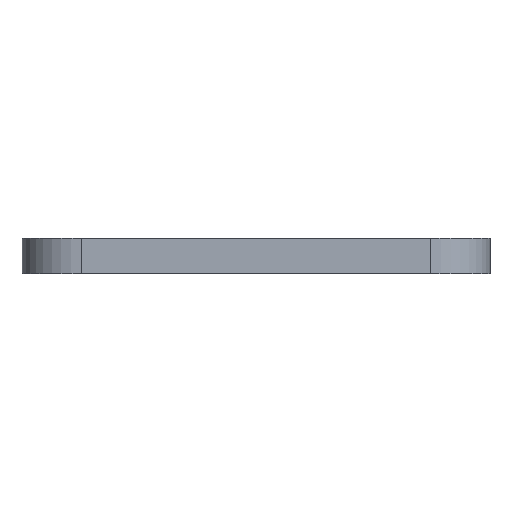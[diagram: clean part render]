
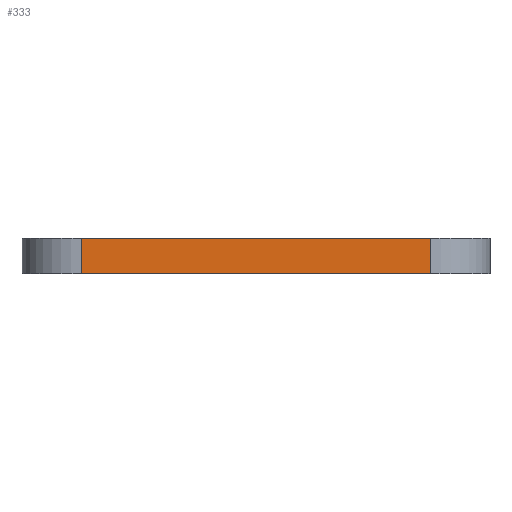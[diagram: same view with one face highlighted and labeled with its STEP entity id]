
A CAD part, left-side view. The second image highlights one B-rep face of the part: STEP entity #333.
In plain terms, the highlighted planar face has unit normal (-1, 0, 0).
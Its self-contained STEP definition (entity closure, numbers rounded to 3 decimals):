
#14 = DIRECTION ( 'NONE',  ( 0., 0., -1. ) ) ;
#37 = VECTOR ( 'NONE', #79, 1000. ) ;
#52 = ORIENTED_EDGE ( 'NONE', *, *, #547, .T. ) ;
#59 = EDGE_CURVE ( 'NONE', #857, #194, #310, .T. ) ;
#79 = DIRECTION ( 'NONE',  ( 0., 0., -1. ) ) ;
#112 = ORIENTED_EDGE ( 'NONE', *, *, #154, .T. ) ;
#118 = CARTESIAN_POINT ( 'NONE',  ( -33.5, -14.75, 1.5 ) ) ;
#154 = EDGE_CURVE ( 'NONE', #857, #565, #226, .T. ) ;
#180 = DIRECTION ( 'NONE',  ( 0., -1., 0. ) ) ;
#194 = VERTEX_POINT ( 'NONE', #409 ) ;
#226 = LINE ( 'NONE', #340, #37 ) ;
#287 = ORIENTED_EDGE ( 'NONE', *, *, #59, .F. ) ;
#307 = VECTOR ( 'NONE', #589, 1000. ) ;
#310 = LINE ( 'NONE', #118, #801 ) ;
#333 = ADVANCED_FACE ( 'NONE', ( #577 ), #552, .F. ) ;
#340 = CARTESIAN_POINT ( 'NONE',  ( -33.5, 14.75, 1.5 ) ) ;
#360 = DIRECTION ( 'NONE',  ( 0., 0., -1. ) ) ;
#381 = ORIENTED_EDGE ( 'NONE', *, *, #680, .F. ) ;
#392 = CARTESIAN_POINT ( 'NONE',  ( -33.5, -14.75, -1.5 ) ) ;
#409 = CARTESIAN_POINT ( 'NONE',  ( -33.5, -14.75, 1.5 ) ) ;
#414 = CARTESIAN_POINT ( 'NONE',  ( -33.5, 14.75, 1.5 ) ) ;
#437 = VECTOR ( 'NONE', #14, 1000. ) ;
#455 = LINE ( 'NONE', #744, #437 ) ;
#503 = LINE ( 'NONE', #392, #307 ) ;
#541 = VERTEX_POINT ( 'NONE', #860 ) ;
#547 = EDGE_CURVE ( 'NONE', #565, #541, #503, .T. ) ;
#552 = PLANE ( 'NONE',  #682 ) ;
#565 = VERTEX_POINT ( 'NONE', #661 ) ;
#572 = EDGE_LOOP ( 'NONE', ( #52, #381, #287, #112 ) ) ;
#577 = FACE_OUTER_BOUND ( 'NONE', #572, .T. ) ;
#589 = DIRECTION ( 'NONE',  ( 0., -1., 0. ) ) ;
#661 = CARTESIAN_POINT ( 'NONE',  ( -33.5, 14.75, -1.5 ) ) ;
#680 = EDGE_CURVE ( 'NONE', #194, #541, #455, .T. ) ;
#682 = AXIS2_PLACEMENT_3D ( 'NONE', #754, #765, #360 ) ;
#744 = CARTESIAN_POINT ( 'NONE',  ( -33.5, -14.75, 1.5 ) ) ;
#754 = CARTESIAN_POINT ( 'NONE',  ( -33.5, -14.75, 1.5 ) ) ;
#765 = DIRECTION ( 'NONE',  ( 1., 0., 0. ) ) ;
#801 = VECTOR ( 'NONE', #180, 1000. ) ;
#857 = VERTEX_POINT ( 'NONE', #414 ) ;
#860 = CARTESIAN_POINT ( 'NONE',  ( -33.5, -14.75, -1.5 ) ) ;
